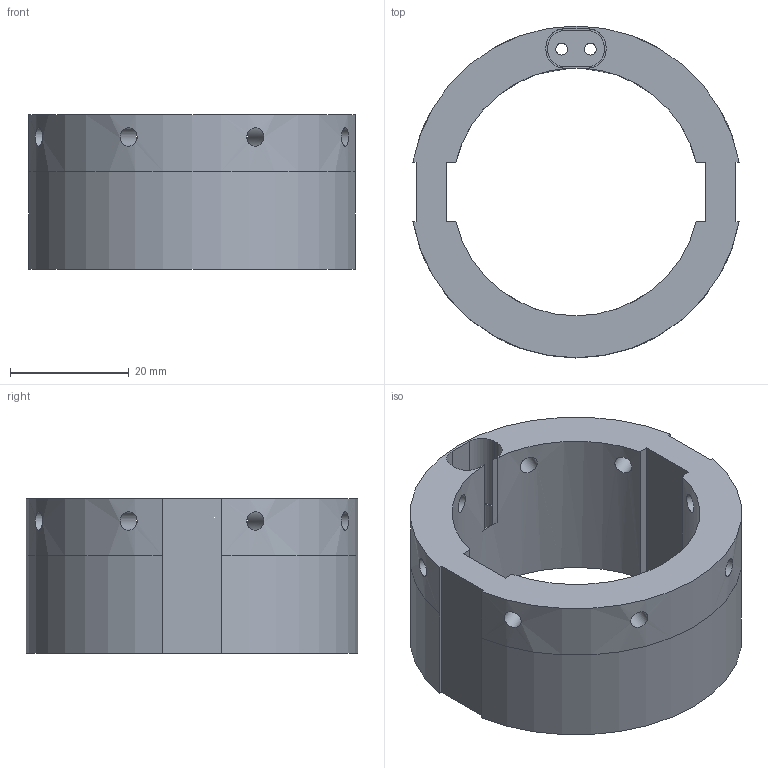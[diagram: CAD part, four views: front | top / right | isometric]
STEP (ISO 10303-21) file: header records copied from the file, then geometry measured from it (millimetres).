
FILE_DESCRIPTION(('FreeCAD Model'),'2;1');
FILE_NAME('Open CASCADE Shape Model','2025-10-13T15:48:19',(''),(''), 'Open CASCADE STEP processor 7.8','FreeCAD','Unknown');
FILE_SCHEMA(('AUTOMOTIVE_DESIGN { 1 0 10303 214 1 1 1 1 }'));
Length unit declared in the file: millimetre
Products named in the file (1): Body
Bounding box: 54.9 x 55.8 x 26 mm (x, y, z)
Volume: 25315.4 mm3; surface area: 11277.6 mm2
Topology: 1 solids, 1 shells, 49 faces, 154 edges, 108 vertices
Faces by surface type: plane 25, cylinder 24
Full cylindrical faces by diameter (mm): 2 x2, 3.1 x8
Entity records: 3108 total; most frequent: CARTESIAN_POINT 1688, ORIENTED_EDGE 308, DIRECTION 254, EDGE_CURVE 154, VERTEX_POINT 108, LINE 90, VECTOR 90, AXIS2_PLACEMENT_3D 82
